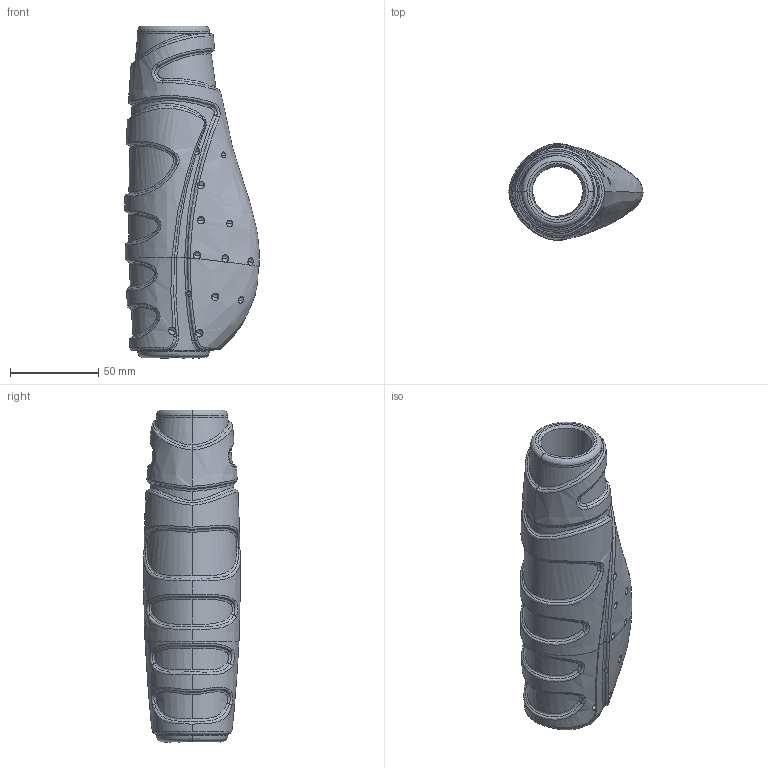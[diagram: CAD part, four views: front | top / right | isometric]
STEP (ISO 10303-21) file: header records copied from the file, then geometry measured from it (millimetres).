
FILE_DESCRIPTION(('FreeCAD Model'),'2;1');
FILE_NAME('Open CASCADE Shape Model','2025-05-03T19:17:25',('FreeCAD'),( 'FreeCAD'),'Open CASCADE STEP processor 7.6','FreeCAD','Unknown');
FILE_SCHEMA(('AUTOMOTIVE_DESIGN { 1 0 10303 214 1 1 1 1 }'));
Products named in the file (1): Open CASCADE STEP translator 7.6 1
Bounding box: 75.85 x 54.84 x 187.69 mm (x, y, z)
Volume: 296140.2 mm3; surface area: 52465.7 mm2
Topology: 1 solids, 2 shells, 205 faces, 525 edges, 324 vertices
Faces by surface type: bspline 205
Entity records: 33528 total; most frequent: CARTESIAN_POINT 30552, ORIENTED_EDGE 1022, EDGE_CURVE 511, B_SPLINE_CURVE_WITH_KNOTS 420, VERTEX_POINT 325, FACE_BOUND 222, EDGE_LOOP 222, ADVANCED_FACE 205
